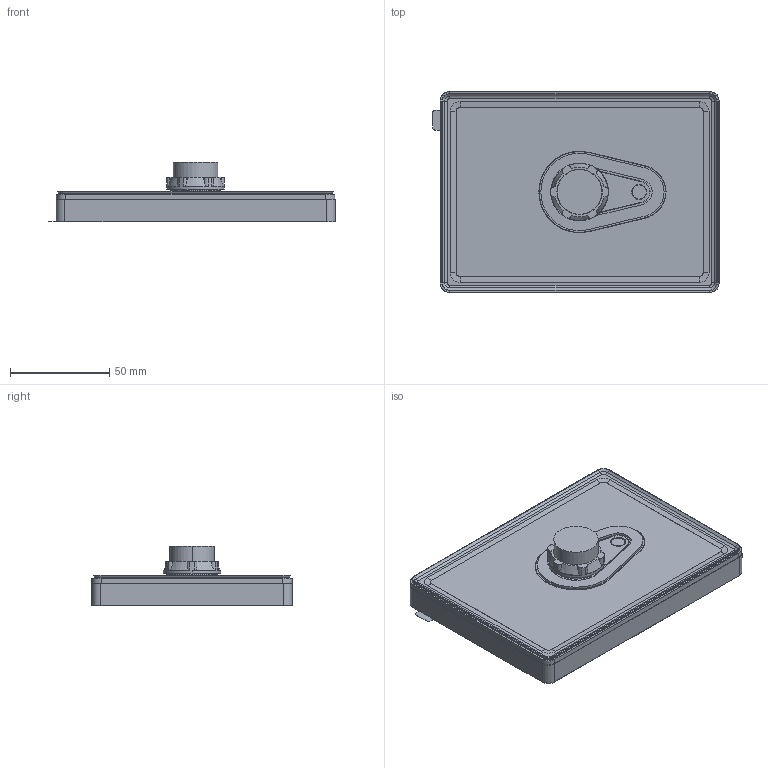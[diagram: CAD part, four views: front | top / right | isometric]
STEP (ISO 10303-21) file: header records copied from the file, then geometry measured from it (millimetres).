
FILE_DESCRIPTION((''),'2;1');
FILE_NAME('MFR4097901_ASM_SE_4_3_FRONT_MOD_ASM','2020-05-20T10:28:48',('danae.lavaud'),(''),'CREO PARAMETRIC BY PTC INC, 2018260','CREO PARAMETRIC BY PTC INC, 2018260','');
FILE_SCHEMA(('AUTOMOTIVE_DESIGN { 1 0 10303 214 1 1 1 1 }'));
Length unit declared in the file: millimetre
Products named in the file (9): FPC-DMC-TP43_1_1; MFR7577001_1_1; MFR4135301_FILL_1_1; 43_GASKET_MODIFIED-2_AF0_1_1; PRT0005_1; PRT0006_1; PRT0007_2; SIMPLIFIED_ASM_1_ASM; MFR4097901_ASM_SE_4_3_FRONT_MOD_ASM
Assembly tree (8 placements, depth 3):
  MFR4097901_ASM_SE_4_3_FRONT_MOD_ASM
    SIMPLIFIED_ASM_1_ASM
      FPC-DMC-TP43_1_1
      MFR7577001_1_1
      MFR4135301_FILL_1_1
      43_GASKET_MODIFIED-2_AF0_1_1
      PRT0005_1
      PRT0006_1
      PRT0007_2
Bounding box: 144 x 101.1 x 29.85 mm (x, y, z)
Volume: 376277.6 mm3; surface area: 117605.3 mm2
Topology: 7 solids, 8 shells, 713 faces, 1992 edges, 1311 vertices
Faces by surface type: plane 484, cylinder 140, cone 46, torus 30, bspline 13
Entity records: 24977 total; most frequent: CARTESIAN_POINT 6175, ORIENTED_EDGE 3984, DIRECTION 3803, EDGE_CURVE 1992, AXIS2_PLACEMENT_3D 1450, VERTEX_POINT 1311, VECTOR 903, LINE 903
